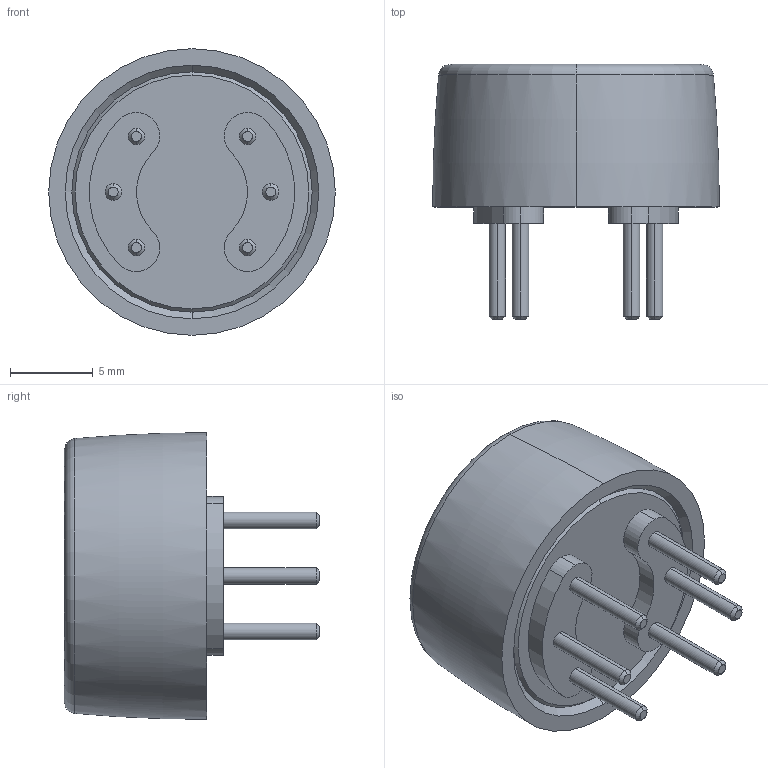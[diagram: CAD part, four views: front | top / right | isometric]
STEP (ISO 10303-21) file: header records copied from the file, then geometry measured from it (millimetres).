
FILE_DESCRIPTION (( 'STEP AP214' ), '1' );
FILE_NAME ('MQ-3.STEP', '2018-02-26T13:36:44', ( '' ), ( '' ), 'SwSTEP 2.0', 'SolidWorks 2016', '' );
FILE_SCHEMA (( 'AUTOMOTIVE_DESIGN' ));
Length unit declared in the file: millimetre
Products named in the file (2): MQ-3
Bounding box: 17.3 x 15.4 x 17.3 mm (x, y, z)
Volume: 1936.5 mm3; surface area: 1100.9 mm2
Topology: 1 solids, 1 shells, 56 faces, 116 edges, 72 vertices
Faces by surface type: cylinder 24, cone 16, plane 12, torus 4
Entity records: 2173 total; most frequent: DIRECTION 308, CARTESIAN_POINT 246, ORIENTED_EDGE 232, AXIS2_PLACEMENT_3D 134, EDGE_CURVE 116, CIRCLE 76, VERTEX_POINT 72, EDGE_LOOP 66
